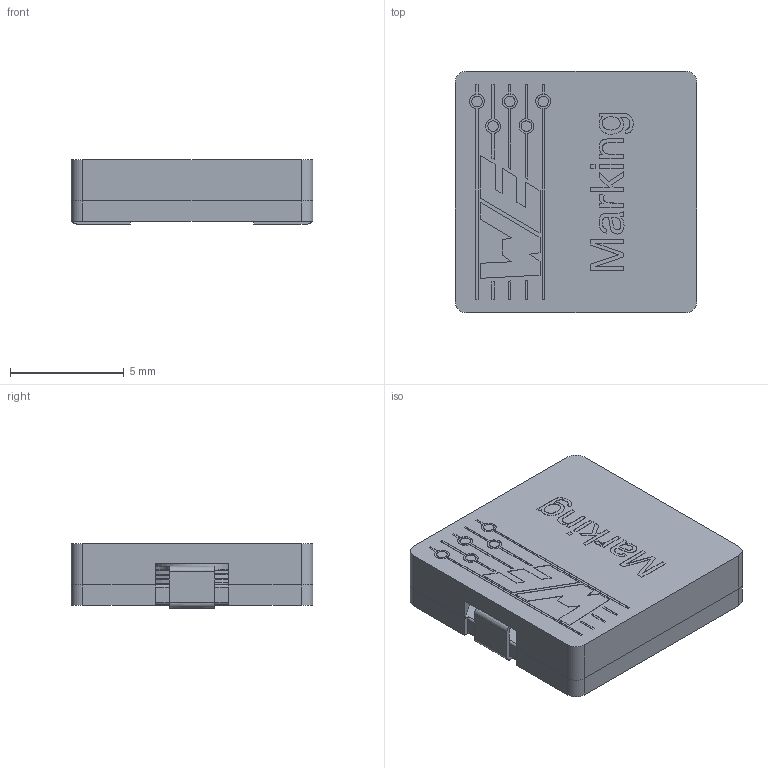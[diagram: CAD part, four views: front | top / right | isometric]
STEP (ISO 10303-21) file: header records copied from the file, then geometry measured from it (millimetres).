
FILE_DESCRIPTION(('FreeCAD Model'),'2;1');
FILE_NAME('Inductor_WE-HCI-1030.stp', '2016-03-24T13:42:52',('Author'),(''), 'Open CASCADE STEP processor 6.8','FreeCAD','Unknown');
FILE_SCHEMA(('AUTOMOTIVE_DESIGN_CC2 { 1 2 10303 214 -1 1 5 4 }'));
Length unit declared in the file: millimetre
Products named in the file (1): Fusion
Bounding box: 10.6 x 10.6 x 2.81 mm (x, y, z)
Volume: 266.8 mm3; surface area: 797 mm2
Topology: 1 solids, 1 shells, 251 faces, 649 edges, 421 vertices
Faces by surface type: plane 177, extrusion 31, cylinder 22, bspline 21
Full cylindrical faces by diameter (mm): 3.4 x1
Entity records: 26869 total; most frequent: CARTESIAN_POINT 13718, DIRECTION 1482, ORIENTED_EDGE 1298, PCURVE 1298, DEFINITIONAL_REPRESENTATION 1298, VECTOR 1005, LINE 974, B_SPLINE_CURVE_WITH_KNOTS 948
